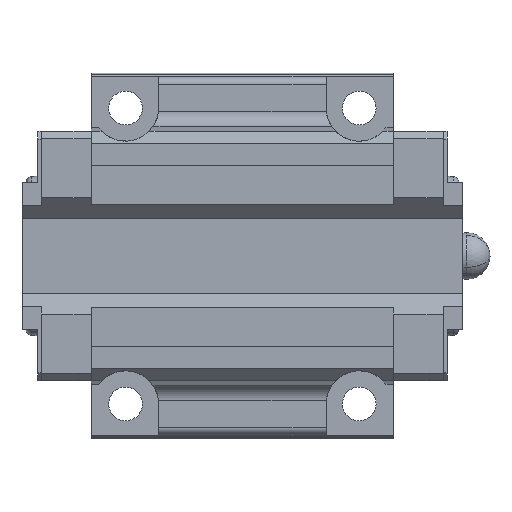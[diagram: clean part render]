
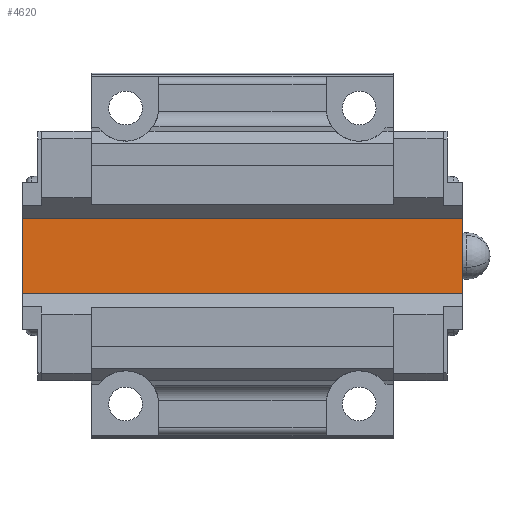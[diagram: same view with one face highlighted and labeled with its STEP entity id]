
A CAD part, front view. The second image highlights one B-rep face of the part: STEP entity #4620.
In plain terms, the highlighted planar face has unit normal (0, -1, 0).
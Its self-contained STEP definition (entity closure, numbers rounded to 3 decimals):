
#2770=CARTESIAN_POINT('Vertex',(28.3,10.299,5.35)) ;
#2773=CARTESIAN_POINT('Line Origine',(28.3,10.299,0.)) ;
#2777=CARTESIAN_POINT('Vertex',(28.3,10.299,-5.35)) ;
#4582=CARTESIAN_POINT('Vertex',(-28.3,10.299,5.35)) ;
#4585=CARTESIAN_POINT('Line Origine',(0.,10.299,5.35)) ;
#4597=CARTESIAN_POINT('Axis2P3D Location',(0.,10.299,-5.35)) ;
#4602=CARTESIAN_POINT('Line Origine',(-28.3,10.299,0.)) ;
#4606=CARTESIAN_POINT('Vertex',(-28.3,10.299,-5.35)) ;
#4609=CARTESIAN_POINT('Line Origine',(0.,10.299,-5.35)) ;
#2774=DIRECTION('Vector Direction',(0.,0.,1.)) ;
#4586=DIRECTION('Vector Direction',(1.,0.,0.)) ;
#4598=DIRECTION('Axis2P3D Direction',(0.,-1.,0.)) ;
#4599=DIRECTION('Axis2P3D XDirection',(0.,0.,1.)) ;
#4603=DIRECTION('Vector Direction',(0.,0.,1.)) ;
#4610=DIRECTION('Vector Direction',(1.,0.,0.)) ;
#4600=AXIS2_PLACEMENT_3D('Plane Axis2P3D',#4597,#4598,#4599) ;
#4615=ORIENTED_EDGE('',*,*,#2779,.T.) ;
#4616=ORIENTED_EDGE('',*,*,#4589,.F.) ;
#4617=ORIENTED_EDGE('',*,*,#4608,.F.) ;
#4618=ORIENTED_EDGE('',*,*,#4613,.T.) ;
#2775=VECTOR('Line Direction',#2774,1.) ;
#4587=VECTOR('Line Direction',#4586,1.) ;
#4604=VECTOR('Line Direction',#4603,1.) ;
#4611=VECTOR('Line Direction',#4610,1.) ;
#4620=ADVANCED_FACE('HSV15CSS Slider',(#4619),#4601,.T.) ;
#2779=EDGE_CURVE('',#2778,#2771,#2776,.T.) ;
#4589=EDGE_CURVE('',#4583,#2771,#4588,.T.) ;
#4608=EDGE_CURVE('',#4607,#4583,#4605,.T.) ;
#4613=EDGE_CURVE('',#4607,#2778,#4612,.T.) ;
#4614=EDGE_LOOP('',(#4615,#4616,#4617,#4618)) ;
#4619=FACE_OUTER_BOUND('',#4614,.T.) ;
#2776=LINE('Line',#2773,#2775) ;
#4588=LINE('Line',#4585,#4587) ;
#4605=LINE('Line',#4602,#4604) ;
#4612=LINE('Line',#4609,#4611) ;
#4601=PLANE('',#4600) ;
#2771=VERTEX_POINT('',#2770) ;
#2778=VERTEX_POINT('',#2777) ;
#4583=VERTEX_POINT('',#4582) ;
#4607=VERTEX_POINT('',#4606) ;
